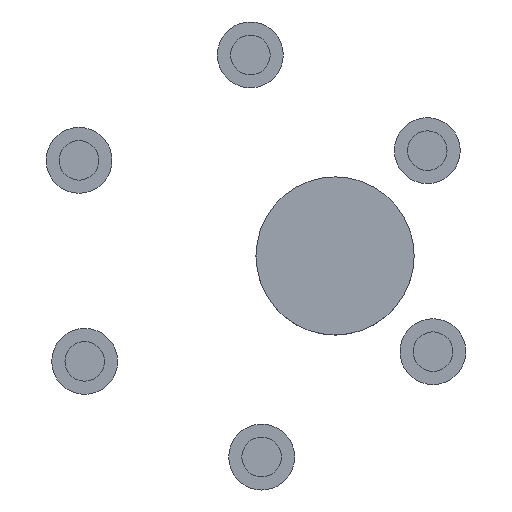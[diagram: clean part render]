
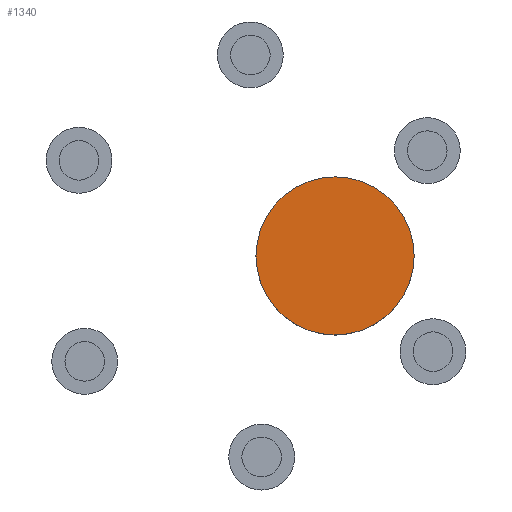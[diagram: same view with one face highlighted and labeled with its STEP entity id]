
A CAD part, top view. The second image highlights one B-rep face of the part: STEP entity #1340.
In plain terms, the highlighted planar face has unit normal (0, 0, 1).
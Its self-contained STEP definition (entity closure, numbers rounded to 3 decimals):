
#1256 = EDGE_CURVE('',#1257,#1257,#1259,.T.);
#1257 = VERTEX_POINT('',#1258);
#1258 = CARTESIAN_POINT('',(12.,0.,27.));
#1259 = SURFACE_CURVE('',#1260,(#1265,#1277),.PCURVE_S1.);
#1260 = CIRCLE('',#1261,6.);
#1261 = AXIS2_PLACEMENT_3D('',#1262,#1263,#1264);
#1262 = CARTESIAN_POINT('',(6.,0.,27.));
#1263 = DIRECTION('',(0.,0.,1.));
#1264 = DIRECTION('',(1.,0.,0.));
#1265 = PCURVE('',#1266,#1271);
#1266 = CYLINDRICAL_SURFACE('',#1267,6.);
#1267 = AXIS2_PLACEMENT_3D('',#1268,#1269,#1270);
#1268 = CARTESIAN_POINT('',(6.,0.,22.));
#1269 = DIRECTION('',(0.,0.,1.));
#1270 = DIRECTION('',(1.,0.,0.));
#1271 = DEFINITIONAL_REPRESENTATION('',(#1272),#1276);
#1272 = LINE('',#1273,#1274);
#1273 = CARTESIAN_POINT('',(0.,5.));
#1274 = VECTOR('',#1275,1.);
#1275 = DIRECTION('',(1.,0.));
#1276 = ( GEOMETRIC_REPRESENTATION_CONTEXT(2) 
PARAMETRIC_REPRESENTATION_CONTEXT() REPRESENTATION_CONTEXT('2D SPACE',''
  ) );
#1277 = PCURVE('',#1278,#1283);
#1278 = PLANE('',#1279);
#1279 = AXIS2_PLACEMENT_3D('',#1280,#1281,#1282);
#1280 = CARTESIAN_POINT('',(6.,0.,27.));
#1281 = DIRECTION('',(0.,0.,1.));
#1282 = DIRECTION('',(1.,0.,0.));
#1283 = DEFINITIONAL_REPRESENTATION('',(#1284),#1288);
#1284 = CIRCLE('',#1285,6.);
#1285 = AXIS2_PLACEMENT_2D('',#1286,#1287);
#1286 = CARTESIAN_POINT('',(0.,0.));
#1287 = DIRECTION('',(1.,0.));
#1288 = ( GEOMETRIC_REPRESENTATION_CONTEXT(2) 
PARAMETRIC_REPRESENTATION_CONTEXT() REPRESENTATION_CONTEXT('2D SPACE',''
  ) );
#1340 = ADVANCED_FACE('',(#1341),#1278,.T.);
#1341 = FACE_BOUND('',#1342,.T.);
#1342 = EDGE_LOOP('',(#1343));
#1343 = ORIENTED_EDGE('',*,*,#1256,.T.);
